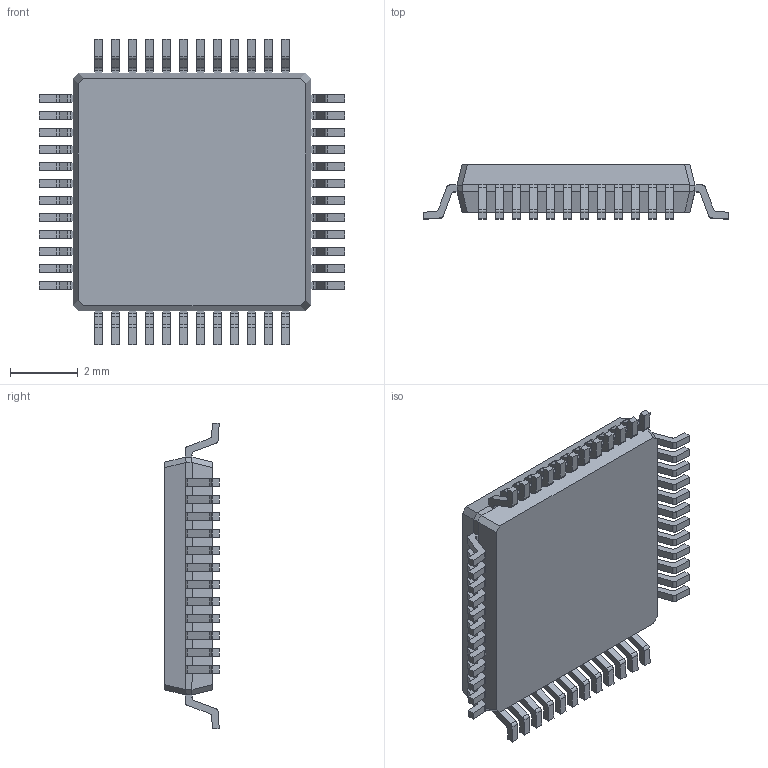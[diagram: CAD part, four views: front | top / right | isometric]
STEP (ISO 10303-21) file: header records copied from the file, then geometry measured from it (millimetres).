
FILE_DESCRIPTION (( 'STEP AP214' ), '1' );
FILE_NAME ('mikrokontroler STM32G431CBT6.STEP', '2021-12-14T21:17:16', ( '' ), ( '' ), 'SwSTEP 2.0', 'SolidWorks 2020', '' );
FILE_SCHEMA (( 'AUTOMOTIVE_DESIGN' ));
Length unit declared in the file: millimetre
Products named in the file (1): mikrokontroler STM32G431CBT6
Bounding box: 9 x 1.6 x 9 mm (x, y, z)
Volume: 69.3 mm3; surface area: 190.2 mm2
Topology: 1 solids, 1 shells, 701 faces, 1902 edges, 1204 vertices
Faces by surface type: plane 507, cylinder 194
Entity records: 22037 total; most frequent: CARTESIAN_POINT 3808, ORIENTED_EDGE 3804, DIRECTION 3694, EDGE_CURVE 1902, LINE 1514, VECTOR 1514, VERTEX_POINT 1204, AXIS2_PLACEMENT_3D 1090
